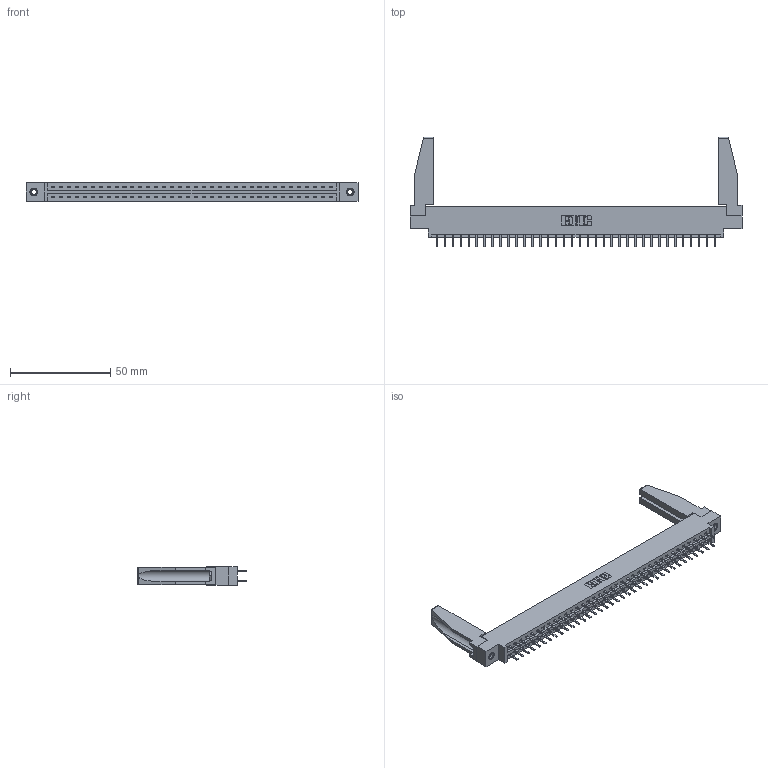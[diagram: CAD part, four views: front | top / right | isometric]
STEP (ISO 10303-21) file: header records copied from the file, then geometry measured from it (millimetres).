
FILE_DESCRIPTION (( 'STEP AP203' ), '1' );
FILE_NAME ('387-072-520-878.STEP', '2019-10-21T23:29:04', ( '' ), ( '' ), 'SwSTEP 2.0', 'SolidWorks 2016', '' );
FILE_SCHEMA (( 'CONFIG_CONTROL_DESIGN' ));
Length unit declared in the file: inch
Products named in the file (5): 307-220-078; 345-250-001_345-250-001-102; 337 Part_0.170 Offset - 0.156 Dia-TI; 345-292-001_345-293-120; 387-072-520-878
Assembly tree (77 placements, depth 2):
  387-072-520-878
    337 Part_0.170 Offset - 0.156 Dia-TI
    345-292-001_345-293-120  x72
    345-250-001_345-250-001-102  x2
    307-220-078  x2
Bounding box: 165.66 x 54.82 x 9.4 mm (x, y, z)
Volume: 21222.7 mm3; surface area: 23267.6 mm2
Topology: 77 solids, 77 shells, 4424 faces, 12821 edges, 8346 vertices
Faces by surface type: plane 3038, cylinder 1370, cone 12, torus 4
Entity records: 31374 total; most frequent: CARTESIAN_POINT 5304, ORIENTED_EDGE 5184, DIRECTION 4516, EDGE_CURVE 2592, LINE 2422, VECTOR 2422, VERTEX_POINT 1720, AXIS2_PLACEMENT_3D 1047
